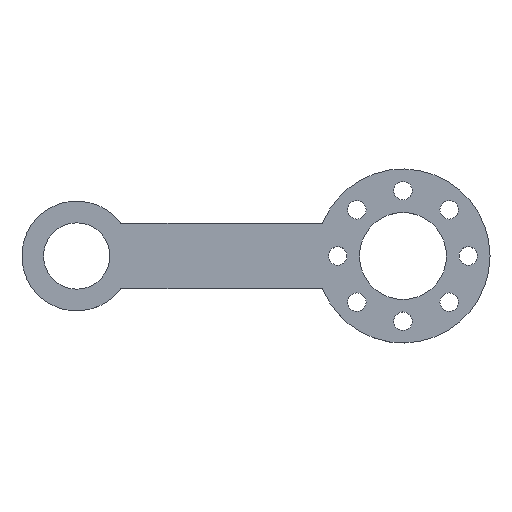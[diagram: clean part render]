
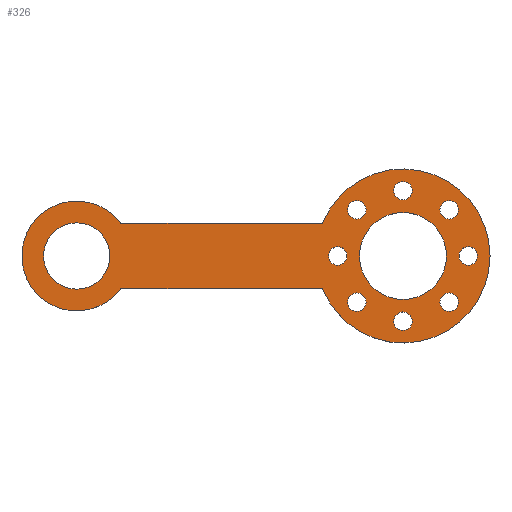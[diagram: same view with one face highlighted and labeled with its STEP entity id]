
A CAD part, top view. The second image highlights one B-rep face of the part: STEP entity #326.
In plain terms, the highlighted planar face has unit normal (0, 0, 1).
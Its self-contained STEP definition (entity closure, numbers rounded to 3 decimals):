
#15=FACE_BOUND('',#65,.T.);
#16=FACE_BOUND('',#66,.T.);
#17=FACE_BOUND('',#67,.T.);
#18=FACE_BOUND('',#68,.T.);
#19=FACE_BOUND('',#69,.T.);
#20=FACE_BOUND('',#70,.T.);
#21=FACE_BOUND('',#71,.T.);
#22=FACE_BOUND('',#72,.T.);
#23=FACE_BOUND('',#73,.T.);
#24=FACE_BOUND('',#74,.T.);
#35=PLANE('',#374);
#48=FACE_OUTER_BOUND('',#64,.T.);
#64=EDGE_LOOP('',(#257,#258,#259,#260));
#65=EDGE_LOOP('',(#261));
#66=EDGE_LOOP('',(#262));
#67=EDGE_LOOP('',(#263));
#68=EDGE_LOOP('',(#264));
#69=EDGE_LOOP('',(#265));
#70=EDGE_LOOP('',(#266));
#71=EDGE_LOOP('',(#267));
#72=EDGE_LOOP('',(#268));
#73=EDGE_LOOP('',(#269));
#74=EDGE_LOOP('',(#270));
#101=LINE('',#547,#119);
#102=LINE('',#549,#120);
#119=VECTOR('',#455,10.);
#120=VECTOR('',#456,10.);
#127=CIRCLE('',#348,0.85);
#129=CIRCLE('',#351,0.85);
#131=CIRCLE('',#354,0.85);
#133=CIRCLE('',#357,0.85);
#135=CIRCLE('',#360,0.85);
#137=CIRCLE('',#363,0.85);
#139=CIRCLE('',#366,0.85);
#141=CIRCLE('',#369,0.85);
#144=CIRCLE('',#373,5.05);
#145=CIRCLE('',#375,8.);
#146=CIRCLE('',#376,4.);
#147=CIRCLE('',#377,3.05);
#151=VERTEX_POINT('',#489);
#153=VERTEX_POINT('',#495);
#155=VERTEX_POINT('',#501);
#157=VERTEX_POINT('',#507);
#159=VERTEX_POINT('',#513);
#161=VERTEX_POINT('',#519);
#163=VERTEX_POINT('',#525);
#165=VERTEX_POINT('',#531);
#169=VERTEX_POINT('',#540);
#170=VERTEX_POINT('',#542);
#171=VERTEX_POINT('',#546);
#172=VERTEX_POINT('',#548);
#173=VERTEX_POINT('',#551);
#174=VERTEX_POINT('',#553);
#179=EDGE_CURVE('',#151,#151,#127,.T.);
#182=EDGE_CURVE('',#153,#153,#129,.T.);
#185=EDGE_CURVE('',#155,#155,#131,.T.);
#188=EDGE_CURVE('',#157,#157,#133,.T.);
#191=EDGE_CURVE('',#159,#159,#135,.T.);
#194=EDGE_CURVE('',#161,#161,#137,.T.);
#197=EDGE_CURVE('',#163,#163,#139,.T.);
#200=EDGE_CURVE('',#165,#165,#141,.T.);
#205=EDGE_CURVE('',#170,#169,#144,.T.);
#207=EDGE_CURVE('',#171,#170,#101,.T.);
#208=EDGE_CURVE('',#172,#169,#102,.T.);
#209=EDGE_CURVE('',#171,#172,#145,.T.);
#210=EDGE_CURVE('',#173,#173,#146,.T.);
#211=EDGE_CURVE('',#174,#174,#147,.T.);
#257=ORIENTED_EDGE('',*,*,#207,.T.);
#258=ORIENTED_EDGE('',*,*,#205,.T.);
#259=ORIENTED_EDGE('',*,*,#208,.F.);
#260=ORIENTED_EDGE('',*,*,#209,.F.);
#261=ORIENTED_EDGE('',*,*,#179,.T.);
#262=ORIENTED_EDGE('',*,*,#182,.T.);
#263=ORIENTED_EDGE('',*,*,#185,.T.);
#264=ORIENTED_EDGE('',*,*,#188,.T.);
#265=ORIENTED_EDGE('',*,*,#191,.T.);
#266=ORIENTED_EDGE('',*,*,#194,.T.);
#267=ORIENTED_EDGE('',*,*,#197,.T.);
#268=ORIENTED_EDGE('',*,*,#200,.T.);
#269=ORIENTED_EDGE('',*,*,#210,.F.);
#270=ORIENTED_EDGE('',*,*,#211,.F.);
#326=ADVANCED_FACE('',(#48,#15,#16,#17,#18,#19,#20,#21,#22,#23,#24),#35,
 .T.);
#348=AXIS2_PLACEMENT_3D('',#490,#391,#392);
#351=AXIS2_PLACEMENT_3D('',#496,#398,#399);
#354=AXIS2_PLACEMENT_3D('',#502,#405,#406);
#357=AXIS2_PLACEMENT_3D('',#508,#412,#413);
#360=AXIS2_PLACEMENT_3D('',#514,#419,#420);
#363=AXIS2_PLACEMENT_3D('',#520,#426,#427);
#366=AXIS2_PLACEMENT_3D('',#526,#433,#434);
#369=AXIS2_PLACEMENT_3D('',#532,#440,#441);
#373=AXIS2_PLACEMENT_3D('',#543,#450,#451);
#374=AXIS2_PLACEMENT_3D('',#545,#453,#454);
#375=AXIS2_PLACEMENT_3D('',#550,#457,#458);
#376=AXIS2_PLACEMENT_3D('',#552,#459,#460);
#377=AXIS2_PLACEMENT_3D('',#554,#461,#462);
#391=DIRECTION('center_axis',(0.,0.,-1.));
#392=DIRECTION('ref_axis',(1.,0.,0.));
#398=DIRECTION('center_axis',(0.,0.,-1.));
#399=DIRECTION('ref_axis',(1.,0.,0.));
#405=DIRECTION('center_axis',(0.,0.,-1.));
#406=DIRECTION('ref_axis',(1.,0.,0.));
#412=DIRECTION('center_axis',(0.,0.,-1.));
#413=DIRECTION('ref_axis',(1.,0.,0.));
#419=DIRECTION('center_axis',(0.,0.,-1.));
#420=DIRECTION('ref_axis',(1.,0.,0.));
#426=DIRECTION('center_axis',(0.,0.,-1.));
#427=DIRECTION('ref_axis',(1.,0.,0.));
#433=DIRECTION('center_axis',(0.,0.,-1.));
#434=DIRECTION('ref_axis',(1.,0.,0.));
#440=DIRECTION('center_axis',(0.,0.,-1.));
#441=DIRECTION('ref_axis',(1.,0.,0.));
#450=DIRECTION('center_axis',(0.,0.,1.));
#451=DIRECTION('ref_axis',(1.,0.,0.));
#453=DIRECTION('center_axis',(0.,0.,1.));
#454=DIRECTION('ref_axis',(-1.,0.,0.));
#455=DIRECTION('',(-1.,0.,0.));
#456=DIRECTION('',(-1.,0.,0.));
#457=DIRECTION('center_axis',(0.,0.,-1.));
#458=DIRECTION('ref_axis',(-1.,0.,0.));
#459=DIRECTION('center_axis',(0.,0.,1.));
#460=DIRECTION('ref_axis',(-1.,0.,0.));
#461=DIRECTION('center_axis',(0.,0.,1.));
#462=DIRECTION('ref_axis',(-1.,0.,0.));
#489=CARTESIAN_POINT('',(3.393,-4.243,21.5));
#490=CARTESIAN_POINT('Origin',(4.243,-4.243,21.5));
#495=CARTESIAN_POINT('',(3.393,4.243,21.5));
#496=CARTESIAN_POINT('Origin',(4.243,4.243,21.5));
#501=CARTESIAN_POINT('',(-5.093,4.243,21.5));
#502=CARTESIAN_POINT('Origin',(-4.243,4.243,21.5));
#507=CARTESIAN_POINT('',(-5.093,-4.243,21.5));
#508=CARTESIAN_POINT('Origin',(-4.243,-4.243,21.5));
#513=CARTESIAN_POINT('',(-6.85,0.,21.5));
#514=CARTESIAN_POINT('Origin',(-6.,0.,
21.5));
#519=CARTESIAN_POINT('',(-0.85,6.,21.5));
#520=CARTESIAN_POINT('Origin',(0.,6.,21.5));
#525=CARTESIAN_POINT('',(5.15,0.,21.5));
#526=CARTESIAN_POINT('Origin',(6.,0.,21.5));
#531=CARTESIAN_POINT('',(-0.85,-6.,21.5));
#532=CARTESIAN_POINT('Origin',(0.,-6.,21.5));
#540=CARTESIAN_POINT('',(-25.938,-3.,21.5));
#542=CARTESIAN_POINT('',(-25.938,3.,21.5));
#543=CARTESIAN_POINT('Origin',(-30.,0.,
21.5));
#545=CARTESIAN_POINT('Origin',(-14.,0.,
21.5));
#546=CARTESIAN_POINT('',(-7.416,3.,21.5));
#547=CARTESIAN_POINT('',(-19.402,3.,21.5));
#548=CARTESIAN_POINT('',(-7.416,-3.,21.5));
#549=CARTESIAN_POINT('',(-19.402,-3.,21.5));
#550=CARTESIAN_POINT('Origin',(0.,0.,
21.5));
#551=CARTESIAN_POINT('',(4.,0.,21.5));
#552=CARTESIAN_POINT('Origin',(0.,0.,
21.5));
#553=CARTESIAN_POINT('',(-26.95,0.,21.5));
#554=CARTESIAN_POINT('Origin',(-30.,0.,
21.5));
